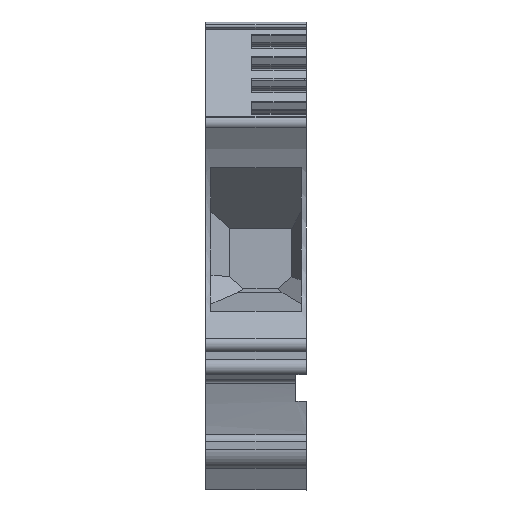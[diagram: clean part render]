
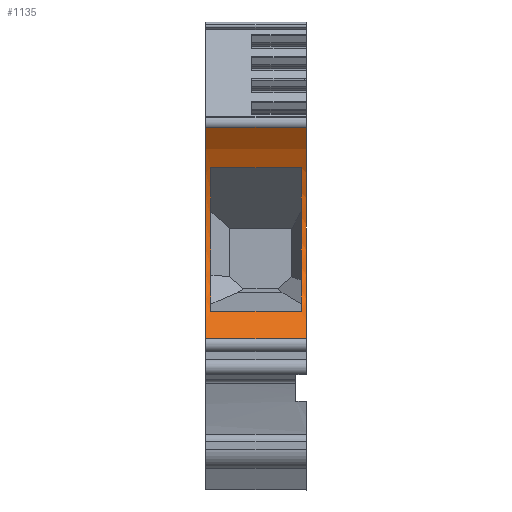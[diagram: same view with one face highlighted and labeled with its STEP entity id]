
A CAD part, front view. The second image highlights one B-rep face of the part: STEP entity #1135.
In plain terms, the highlighted cylindrical face has radius 15.05 mm (diameter 30.1 mm), a partial arc.
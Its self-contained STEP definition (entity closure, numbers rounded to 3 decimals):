
#1074=AXIS2_PLACEMENT_3D('Cylinder Axis2P3D',#1071,#1072,#1073) ;
#1087=AXIS2_PLACEMENT_3D('Circle Axis2P3D',#1085,#1086,$) ;
#1092=AXIS2_PLACEMENT_3D('Circle Axis2P3D',#1090,#1091,$) ;
#1103=AXIS2_PLACEMENT_3D('Circle Axis2P3D',#1101,#1102,$) ;
#1119=AXIS2_PLACEMENT_3D('Circle Axis2P3D',#1117,#1118,$) ;
#1044=CARTESIAN_POINT('Line Origine',(4.95,6.166,35.829)) ;
#1048=CARTESIAN_POINT('Vertex',(9.9,6.166,35.829)) ;
#1050=CARTESIAN_POINT('Vertex',(0.,6.166,35.829)) ;
#1071=CARTESIAN_POINT('Axis2P3D Location',(4.95,-5.549,26.382)) ;
#1076=CARTESIAN_POINT('Line Origine',(4.95,4.261,14.969)) ;
#1080=CARTESIAN_POINT('Vertex',(0.,4.261,14.969)) ;
#1082=CARTESIAN_POINT('Vertex',(9.9,4.261,14.969)) ;
#1085=CARTESIAN_POINT('Axis2P3D Location',(9.9,-5.549,26.382)) ;
#1090=CARTESIAN_POINT('Axis2P3D Location',(0.,-5.549,26.382)) ;
#1101=CARTESIAN_POINT('Axis2P3D Location',(9.4,-5.549,26.382)) ;
#1105=CARTESIAN_POINT('Vertex',(9.4,6.709,17.65)) ;
#1107=CARTESIAN_POINT('Vertex',(9.4,8.472,31.85)) ;
#1110=CARTESIAN_POINT('Line Origine',(4.95,6.709,17.65)) ;
#1114=CARTESIAN_POINT('Vertex',(0.5,6.709,17.65)) ;
#1117=CARTESIAN_POINT('Axis2P3D Location',(0.5,-5.549,26.382)) ;
#1121=CARTESIAN_POINT('Vertex',(0.5,8.472,31.85)) ;
#1124=CARTESIAN_POINT('Line Origine',(4.95,8.472,31.85)) ;
#1045=DIRECTION('Vector Direction',(1.,0.,0.)) ;
#1072=DIRECTION('Axis2P3D Direction',(1.,0.,0.)) ;
#1073=DIRECTION('Axis2P3D XDirection',(0.,0.652,-0.758)) ;
#1077=DIRECTION('Vector Direction',(1.,0.,0.)) ;
#1086=DIRECTION('Axis2P3D Direction',(1.,0.,0.)) ;
#1091=DIRECTION('Axis2P3D Direction',(1.,0.,0.)) ;
#1102=DIRECTION('Axis2P3D Direction',(1.,0.,0.)) ;
#1111=DIRECTION('Vector Direction',(1.,0.,0.)) ;
#1118=DIRECTION('Axis2P3D Direction',(1.,0.,0.)) ;
#1125=DIRECTION('Vector Direction',(1.,0.,0.)) ;
#1046=VECTOR('Line Direction',#1045,1.) ;
#1078=VECTOR('Line Direction',#1077,1.) ;
#1112=VECTOR('Line Direction',#1111,1.) ;
#1126=VECTOR('Line Direction',#1125,1.) ;
#1096=ORIENTED_EDGE('',*,*,#1084,.T.) ;
#1097=ORIENTED_EDGE('',*,*,#1089,.F.) ;
#1098=ORIENTED_EDGE('',*,*,#1052,.T.) ;
#1099=ORIENTED_EDGE('',*,*,#1094,.T.) ;
#1130=ORIENTED_EDGE('',*,*,#1109,.F.) ;
#1131=ORIENTED_EDGE('',*,*,#1116,.T.) ;
#1132=ORIENTED_EDGE('',*,*,#1123,.F.) ;
#1133=ORIENTED_EDGE('',*,*,#1128,.F.) ;
#1134=FACE_BOUND('',#1129,.T.) ;
#1135=ADVANCED_FACE('KLTR',(#1100,#1134),#1075,.F.) ;
#1088=CIRCLE('generated circle',#1087,15.05) ;
#1093=CIRCLE('generated circle',#1092,15.05) ;
#1104=CIRCLE('generated circle',#1103,15.05) ;
#1120=CIRCLE('generated circle',#1119,15.05) ;
#1075=CYLINDRICAL_SURFACE('generated cylinder',#1074,15.05) ;
#1052=EDGE_CURVE('',#1049,#1051,#1047,.F.) ;
#1084=EDGE_CURVE('',#1081,#1083,#1079,.T.) ;
#1089=EDGE_CURVE('',#1049,#1083,#1088,.F.) ;
#1094=EDGE_CURVE('',#1051,#1081,#1093,.F.) ;
#1109=EDGE_CURVE('',#1106,#1108,#1104,.T.) ;
#1116=EDGE_CURVE('',#1106,#1115,#1113,.F.) ;
#1123=EDGE_CURVE('',#1122,#1115,#1120,.F.) ;
#1128=EDGE_CURVE('',#1108,#1122,#1127,.F.) ;
#1095=EDGE_LOOP('',(#1096,#1097,#1098,#1099)) ;
#1129=EDGE_LOOP('',(#1130,#1131,#1132,#1133)) ;
#1100=FACE_OUTER_BOUND('',#1095,.T.) ;
#1047=LINE('Line',#1044,#1046) ;
#1079=LINE('Line',#1076,#1078) ;
#1113=LINE('Line',#1110,#1112) ;
#1127=LINE('Line',#1124,#1126) ;
#1049=VERTEX_POINT('',#1048) ;
#1051=VERTEX_POINT('',#1050) ;
#1081=VERTEX_POINT('',#1080) ;
#1083=VERTEX_POINT('',#1082) ;
#1106=VERTEX_POINT('',#1105) ;
#1108=VERTEX_POINT('',#1107) ;
#1115=VERTEX_POINT('',#1114) ;
#1122=VERTEX_POINT('',#1121) ;
